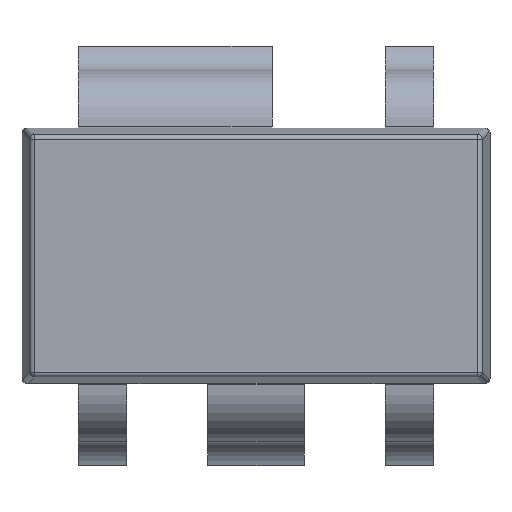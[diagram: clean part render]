
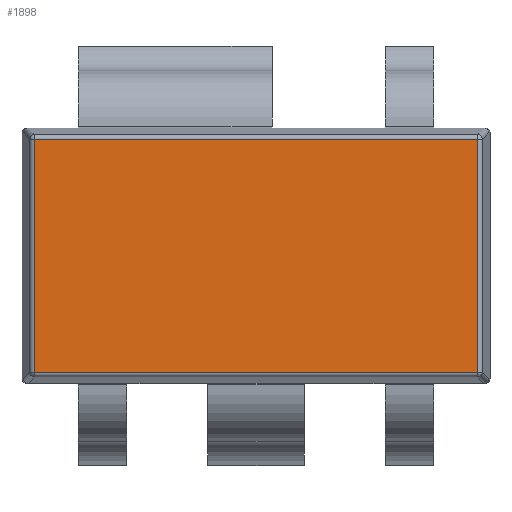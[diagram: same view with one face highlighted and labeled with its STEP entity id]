
A CAD part, top view. The second image highlights one B-rep face of the part: STEP entity #1898.
In plain terms, the highlighted planar face has unit normal (0, 0, 1).
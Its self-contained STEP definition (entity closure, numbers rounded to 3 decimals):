
#26 = LINE ( 'NONE', #1950, #475 ) ;
#36 = VERTEX_POINT ( 'NONE', #2569 ) ;
#39 = PLANE ( 'NONE',  #2752 ) ;
#283 = VERTEX_POINT ( 'NONE', #2274 ) ;
#435 = EDGE_CURVE ( 'NONE', #36, #283, #26, .T. ) ;
#443 = VECTOR ( 'NONE', #2289, 1000. ) ;
#475 = VECTOR ( 'NONE', #2301, 1000. ) ;
#691 = ORIENTED_EDGE ( 'NONE', *, *, #3403, .T. ) ;
#694 = DIRECTION ( 'NONE',  ( 1., 0., 0. ) ) ;
#714 = LINE ( 'NONE', #3938, #3121 ) ;
#821 = DIRECTION ( 'NONE',  ( 0., 1., 0. ) ) ;
#930 = VERTEX_POINT ( 'NONE', #2213 ) ;
#1356 = ORIENTED_EDGE ( 'NONE', *, *, #1666, .T. ) ;
#1666 = EDGE_CURVE ( 'NONE', #2210, #36, #2958, .T. ) ;
#1840 = FACE_OUTER_BOUND ( 'NONE', #3612, .T. ) ;
#1860 = ORIENTED_EDGE ( 'NONE', *, *, #4448, .T. ) ;
#1898 = ADVANCED_FACE ( 'NONE', ( #1840 ), #39, .T. ) ;
#1950 = CARTESIAN_POINT ( 'NONE',  ( -1.372, 0., 1. ) ) ;
#2023 = CARTESIAN_POINT ( 'NONE',  ( 1.372, 0.722, 1. ) ) ;
#2210 = VERTEX_POINT ( 'NONE', #2023 ) ;
#2213 = CARTESIAN_POINT ( 'NONE',  ( 1.372, -0.722, 1. ) ) ;
#2274 = CARTESIAN_POINT ( 'NONE',  ( -1.372, -0.722, 1. ) ) ;
#2289 = DIRECTION ( 'NONE',  ( -1., 0., 0. ) ) ;
#2301 = DIRECTION ( 'NONE',  ( 0., -1., 0. ) ) ;
#2338 = ORIENTED_EDGE ( 'NONE', *, *, #435, .T. ) ;
#2344 = VECTOR ( 'NONE', #2689, 1000. ) ;
#2569 = CARTESIAN_POINT ( 'NONE',  ( -1.372, 0.722, 1. ) ) ;
#2650 = CARTESIAN_POINT ( 'NONE',  ( 0., 0.722, 1. ) ) ;
#2689 = DIRECTION ( 'NONE',  ( 1., 0., 0. ) ) ;
#2752 = AXIS2_PLACEMENT_3D ( 'NONE', #2770, #2785, #694 ) ;
#2770 = CARTESIAN_POINT ( 'NONE',  ( 0., 0., 1. ) ) ;
#2785 = DIRECTION ( 'NONE',  ( 0., 0., 1. ) ) ;
#2815 = LINE ( 'NONE', #4013, #2344 ) ;
#2958 = LINE ( 'NONE', #2650, #443 ) ;
#3121 = VECTOR ( 'NONE', #821, 1000. ) ;
#3403 = EDGE_CURVE ( 'NONE', #930, #2210, #714, .T. ) ;
#3612 = EDGE_LOOP ( 'NONE', ( #1860, #691, #1356, #2338 ) ) ;
#3938 = CARTESIAN_POINT ( 'NONE',  ( 1.372, 0., 1. ) ) ;
#4013 = CARTESIAN_POINT ( 'NONE',  ( 0., -0.722, 1. ) ) ;
#4448 = EDGE_CURVE ( 'NONE', #283, #930, #2815, .T. ) ;
